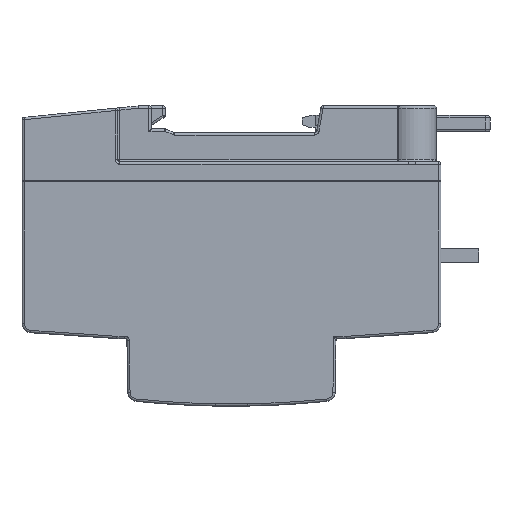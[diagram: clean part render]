
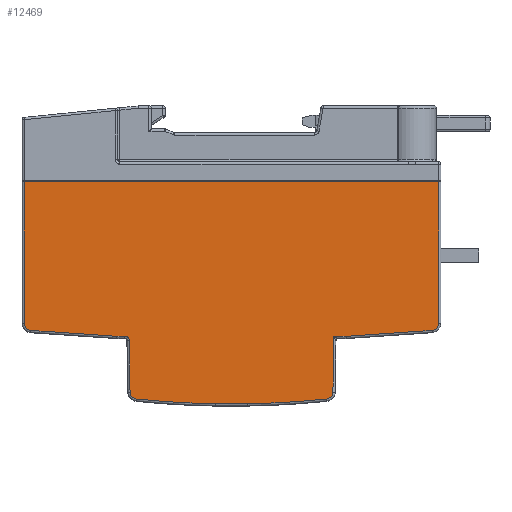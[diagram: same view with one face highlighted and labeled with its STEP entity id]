
A CAD part, left-side view. The second image highlights one B-rep face of the part: STEP entity #12469.
In plain terms, the highlighted planar face has unit normal (-1, 0, 0).
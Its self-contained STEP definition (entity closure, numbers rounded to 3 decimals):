
#12338=AXIS2_PLACEMENT_3D('Plane Axis2P3D',#12335,#12336,#12337) ;
#12358=AXIS2_PLACEMENT_3D('Circle Axis2P3D',#12356,#12357,$) ;
#12377=AXIS2_PLACEMENT_3D('Circle Axis2P3D',#12375,#12376,$) ;
#12398=AXIS2_PLACEMENT_3D('Circle Axis2P3D',#12396,#12397,$) ;
#12412=AXIS2_PLACEMENT_3D('Circle Axis2P3D',#12410,#12411,$) ;
#12419=AXIS2_PLACEMENT_3D('Circle Axis2P3D',#12417,#12418,$) ;
#12433=AXIS2_PLACEMENT_3D('Circle Axis2P3D',#12431,#12432,$) ;
#12440=AXIS2_PLACEMENT_3D('Circle Axis2P3D',#12438,#12439,$) ;
#11831=CARTESIAN_POINT('Line Origine',(-25.15,-18.45,3.3)) ;
#11835=CARTESIAN_POINT('Vertex',(-25.15,-18.45,27.4)) ;
#11837=CARTESIAN_POINT('Vertex',(-25.15,-18.45,-3.04)) ;
#12335=CARTESIAN_POINT('Axis2P3D Location',(-25.15,-18.95,14.7)) ;
#12340=CARTESIAN_POINT('Line Origine',(-25.15,2.762,-5.8)) ;
#12344=CARTESIAN_POINT('Vertex',(-25.15,1.417,-5.8)) ;
#12346=CARTESIAN_POINT('Vertex',(-25.15,4.108,-5.8)) ;
#12349=CARTESIAN_POINT('Line Origine',(-25.15,-7.818,-5.168)) ;
#12353=CARTESIAN_POINT('Vertex',(-25.15,-17.052,-4.537)) ;
#12356=CARTESIAN_POINT('Axis2P3D Location',(-25.15,-16.95,-3.04)) ;
#12361=CARTESIAN_POINT('Line Origine',(-25.15,26.05,27.4)) ;
#12365=CARTESIAN_POINT('Vertex',(-25.15,70.55,27.4)) ;
#12368=CARTESIAN_POINT('Line Origine',(-25.15,70.55,12.18)) ;
#12372=CARTESIAN_POINT('Vertex',(-25.15,70.55,-3.04)) ;
#12375=CARTESIAN_POINT('Axis2P3D Location',(-25.15,69.05,-3.04)) ;
#12379=CARTESIAN_POINT('Vertex',(-25.15,69.152,-4.537)) ;
#12382=CARTESIAN_POINT('Line Origine',(-25.15,59.918,-5.168)) ;
#12386=CARTESIAN_POINT('Vertex',(-25.15,50.683,-5.8)) ;
#12389=CARTESIAN_POINT('Line Origine',(-25.15,49.832,-5.8)) ;
#12393=CARTESIAN_POINT('Vertex',(-25.15,48.98,-5.8)) ;
#12396=CARTESIAN_POINT('Axis2P3D Location',(-25.15,48.98,-6.8)) ;
#12400=CARTESIAN_POINT('Vertex',(-25.15,47.981,-6.788)) ;
#12403=CARTESIAN_POINT('Line Origine',(-25.15,47.915,-12.296)) ;
#12407=CARTESIAN_POINT('Vertex',(-25.15,47.85,-17.804)) ;
#12410=CARTESIAN_POINT('Axis2P3D Location',(-25.15,46.35,-17.786)) ;
#12414=CARTESIAN_POINT('Vertex',(-25.15,46.504,-19.279)) ;
#12417=CARTESIAN_POINT('Axis2P3D Location',(-25.15,26.05,179.14)) ;
#12421=CARTESIAN_POINT('Vertex',(-25.15,29.509,-20.3)) ;
#12424=CARTESIAN_POINT('Line Origine',(-25.15,26.05,-20.3)) ;
#12428=CARTESIAN_POINT('Vertex',(-25.15,22.591,-20.3)) ;
#12431=CARTESIAN_POINT('Axis2P3D Location',(-25.15,26.05,179.14)) ;
#12435=CARTESIAN_POINT('Vertex',(-25.15,5.596,-19.279)) ;
#12438=CARTESIAN_POINT('Axis2P3D Location',(-25.15,5.75,-17.786)) ;
#12442=CARTESIAN_POINT('Vertex',(-25.15,4.25,-17.804)) ;
#12445=CARTESIAN_POINT('Line Origine',(-25.15,4.179,-11.802)) ;
#11832=DIRECTION('Vector Direction',(0.,0.,-1.)) ;
#12336=DIRECTION('Axis2P3D Direction',(1.,-0.,0.)) ;
#12337=DIRECTION('Axis2P3D XDirection',(0.,0.,-1.)) ;
#12341=DIRECTION('Vector Direction',(0.,-1.,0.)) ;
#12350=DIRECTION('Vector Direction',(0.,-0.998,0.068)) ;
#12357=DIRECTION('Axis2P3D Direction',(1.,-0.,0.)) ;
#12362=DIRECTION('Vector Direction',(0.,-1.,0.)) ;
#12369=DIRECTION('Vector Direction',(0.,0.,1.)) ;
#12376=DIRECTION('Axis2P3D Direction',(1.,-0.,0.)) ;
#12383=DIRECTION('Vector Direction',(0.,-0.998,-0.068)) ;
#12390=DIRECTION('Vector Direction',(0.,-1.,0.)) ;
#12397=DIRECTION('Axis2P3D Direction',(1.,-0.,0.)) ;
#12404=DIRECTION('Vector Direction',(0.,-0.012,-1.)) ;
#12411=DIRECTION('Axis2P3D Direction',(1.,-0.,0.)) ;
#12418=DIRECTION('Axis2P3D Direction',(1.,-0.,0.)) ;
#12425=DIRECTION('Vector Direction',(0.,1.,0.)) ;
#12432=DIRECTION('Axis2P3D Direction',(1.,-0.,0.)) ;
#12439=DIRECTION('Axis2P3D Direction',(1.,-0.,0.)) ;
#12446=DIRECTION('Vector Direction',(0.,0.012,-1.)) ;
#11833=VECTOR('Line Direction',#11832,1.) ;
#12342=VECTOR('Line Direction',#12341,1.) ;
#12351=VECTOR('Line Direction',#12350,1.) ;
#12363=VECTOR('Line Direction',#12362,1.) ;
#12370=VECTOR('Line Direction',#12369,1.) ;
#12384=VECTOR('Line Direction',#12383,1.) ;
#12391=VECTOR('Line Direction',#12390,1.) ;
#12405=VECTOR('Line Direction',#12404,1.) ;
#12426=VECTOR('Line Direction',#12425,1.) ;
#12447=VECTOR('Line Direction',#12446,1.) ;
#12451=ORIENTED_EDGE('',*,*,#12348,.F.) ;
#12452=ORIENTED_EDGE('',*,*,#12355,.T.) ;
#12453=ORIENTED_EDGE('',*,*,#12360,.F.) ;
#12454=ORIENTED_EDGE('',*,*,#11839,.F.) ;
#12455=ORIENTED_EDGE('',*,*,#12367,.F.) ;
#12456=ORIENTED_EDGE('',*,*,#12374,.F.) ;
#12457=ORIENTED_EDGE('',*,*,#12381,.F.) ;
#12458=ORIENTED_EDGE('',*,*,#12388,.F.) ;
#12459=ORIENTED_EDGE('',*,*,#12395,.F.) ;
#12460=ORIENTED_EDGE('',*,*,#12402,.F.) ;
#12461=ORIENTED_EDGE('',*,*,#12409,.F.) ;
#12462=ORIENTED_EDGE('',*,*,#12416,.F.) ;
#12463=ORIENTED_EDGE('',*,*,#12423,.F.) ;
#12464=ORIENTED_EDGE('',*,*,#12430,.F.) ;
#12465=ORIENTED_EDGE('',*,*,#12437,.F.) ;
#12466=ORIENTED_EDGE('',*,*,#12444,.F.) ;
#12467=ORIENTED_EDGE('',*,*,#12449,.T.) ;
#12469=ADVANCED_FACE('RX3894001 CASE CARTUCCERA GUIDA DIN.2',(#12468),#12339,.F.) ;
#12359=CIRCLE('generated circle',#12358,1.5) ;
#12378=CIRCLE('generated circle',#12377,1.5) ;
#12399=CIRCLE('generated circle',#12398,1.) ;
#12413=CIRCLE('generated circle',#12412,1.5) ;
#12420=CIRCLE('generated circle',#12419,199.47) ;
#12434=CIRCLE('generated circle',#12433,199.47) ;
#12441=CIRCLE('generated circle',#12440,1.5) ;
#11839=EDGE_CURVE('',#11836,#11838,#11834,.T.) ;
#12348=EDGE_CURVE('',#12345,#12347,#12343,.F.) ;
#12355=EDGE_CURVE('',#12345,#12354,#12352,.T.) ;
#12360=EDGE_CURVE('',#11838,#12354,#12359,.T.) ;
#12367=EDGE_CURVE('',#12366,#11836,#12364,.T.) ;
#12374=EDGE_CURVE('',#12373,#12366,#12371,.T.) ;
#12381=EDGE_CURVE('',#12380,#12373,#12378,.T.) ;
#12388=EDGE_CURVE('',#12387,#12380,#12385,.F.) ;
#12395=EDGE_CURVE('',#12394,#12387,#12392,.F.) ;
#12402=EDGE_CURVE('',#12401,#12394,#12399,.F.) ;
#12409=EDGE_CURVE('',#12408,#12401,#12406,.F.) ;
#12416=EDGE_CURVE('',#12415,#12408,#12413,.T.) ;
#12423=EDGE_CURVE('',#12422,#12415,#12420,.T.) ;
#12430=EDGE_CURVE('',#12429,#12422,#12427,.T.) ;
#12437=EDGE_CURVE('',#12436,#12429,#12434,.T.) ;
#12444=EDGE_CURVE('',#12443,#12436,#12441,.T.) ;
#12449=EDGE_CURVE('',#12443,#12347,#12448,.F.) ;
#12450=EDGE_LOOP('',(#12451,#12452,#12453,#12454,#12455,#12456,#12457,#12458,#12459,#12460,#12461,#12462,#12463,#12464,#12465,#12466,#12467)) ;
#12468=FACE_OUTER_BOUND('',#12450,.T.) ;
#11834=LINE('Line',#11831,#11833) ;
#12343=LINE('Line',#12340,#12342) ;
#12352=LINE('Line',#12349,#12351) ;
#12364=LINE('Line',#12361,#12363) ;
#12371=LINE('Line',#12368,#12370) ;
#12385=LINE('Line',#12382,#12384) ;
#12392=LINE('Line',#12389,#12391) ;
#12406=LINE('Line',#12403,#12405) ;
#12427=LINE('Line',#12424,#12426) ;
#12448=LINE('Line',#12445,#12447) ;
#12339=PLANE('',#12338) ;
#11836=VERTEX_POINT('',#11835) ;
#11838=VERTEX_POINT('',#11837) ;
#12345=VERTEX_POINT('',#12344) ;
#12347=VERTEX_POINT('',#12346) ;
#12354=VERTEX_POINT('',#12353) ;
#12366=VERTEX_POINT('',#12365) ;
#12373=VERTEX_POINT('',#12372) ;
#12380=VERTEX_POINT('',#12379) ;
#12387=VERTEX_POINT('',#12386) ;
#12394=VERTEX_POINT('',#12393) ;
#12401=VERTEX_POINT('',#12400) ;
#12408=VERTEX_POINT('',#12407) ;
#12415=VERTEX_POINT('',#12414) ;
#12422=VERTEX_POINT('',#12421) ;
#12429=VERTEX_POINT('',#12428) ;
#12436=VERTEX_POINT('',#12435) ;
#12443=VERTEX_POINT('',#12442) ;
